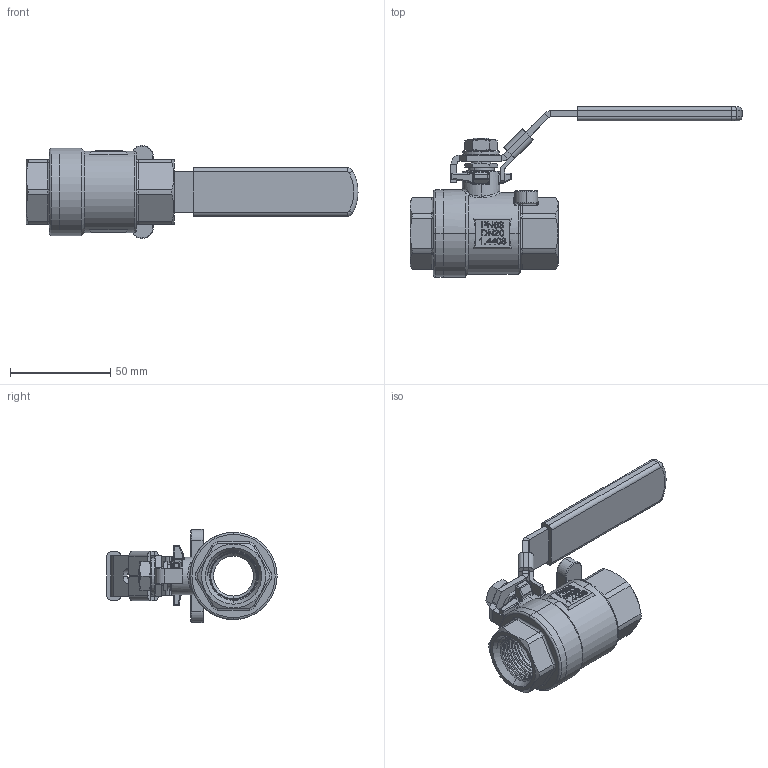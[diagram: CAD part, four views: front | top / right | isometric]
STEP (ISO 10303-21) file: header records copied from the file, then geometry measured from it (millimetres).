
FILE_DESCRIPTION (( 'STEP AP203' ), '1' );
FILE_NAME ('JV-20D.STEP', '2014-03-26T02:01:03', ( 'user' ), ( '' ), 'SwSTEP 2.0', 'SolidWorks 2005179', '' );
FILE_SCHEMA (( 'CONFIG_CONTROL_DESIGN' ));
Length unit declared in the file: millimetre
Products named in the file (17): T-20C08T3(2)_預設; T-20C08T3(1)_預設; G-10E2640_預設; G-20D1740_預設; JV-20D; M-20D2140_預設; G-20C1040_預設; T-20C08T3(3)_預設; T-20C07T0_預設; E-20D0460_預設; C-20D526-W00_預設; T-31D05T0_預設; M-20D2140鎖片_預設; P-20D-黃無標_預設; F-10F0361_預設; D-20D5060_預設; T-20D06T0_預設
Assembly tree (17 placements, depth 2):
  JV-20D
    C-20D526-W00_預設
    T-20D06T0_預設
    D-20D5060_預設
    F-10F0361_預設
    G-20C1040_預設
    T-20C08T3(3)_預設
    M-20D2140鎖片_預設
    T-20C08T3(1)_預設
    T-31D05T0_預設  x2
    T-20C08T3(2)_預設
    G-20D1740_預設
    E-20D0460_預設
    P-20D-黃無標_預設
    G-10E2640_預設
    M-20D2140_預設
    T-20C07T0_預設
Bounding box: 165.4 x 84.83 x 46.4 mm (x, y, z)
Volume: 82140.9 mm3; surface area: 56323.9 mm2
Topology: 18 solids, 18 shells, 973 faces, 2411 edges, 1487 vertices
Faces by surface type: plane 309, cylinder 285, bspline 184, cone 118, torus 53, sphere 24
Entity records: 69270 total; most frequent: CARTESIAN_POINT 46766, ORIENTED_EDGE 4658, DIRECTION 3772, EDGE_CURVE 2329, VERTEX_POINT 1452, AXIS2_PLACEMENT_3D 1371, VECTOR 1030, LINE 1030
